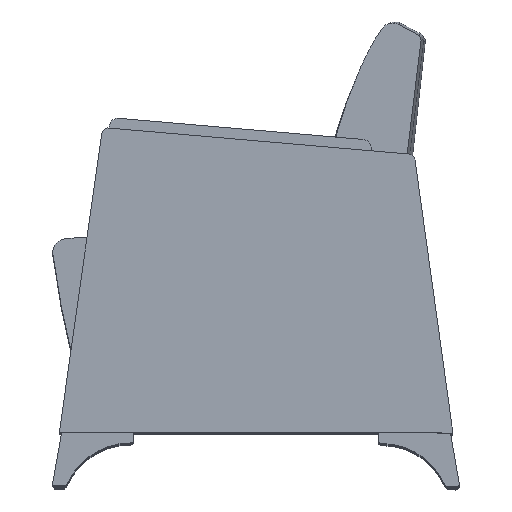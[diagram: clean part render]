
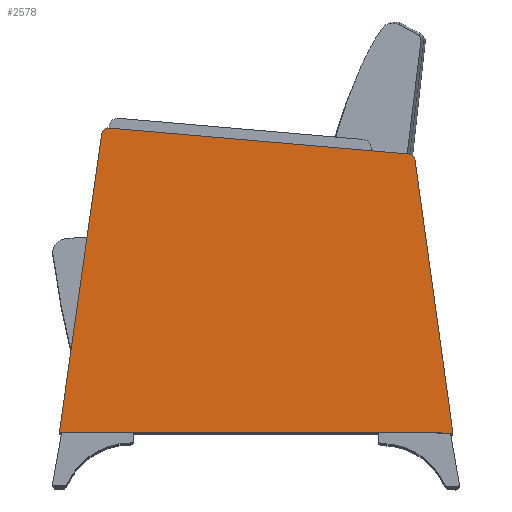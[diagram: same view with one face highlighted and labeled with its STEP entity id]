
A CAD part, top view. The second image highlights one B-rep face of the part: STEP entity #2578.
In plain terms, the highlighted planar face has unit normal (0, 0, 1).
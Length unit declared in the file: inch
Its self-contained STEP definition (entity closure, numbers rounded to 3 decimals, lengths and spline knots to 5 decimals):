
#227=PLANE('',#2885);
#288=LINE('',#6048,#367);
#291=LINE('',#6053,#370);
#292=LINE('',#6058,#371);
#293=LINE('',#6059,#372);
#367=VECTOR('',#3408,0.3937);
#370=VECTOR('',#3413,0.3937);
#371=VECTOR('',#3418,0.3937);
#372=VECTOR('',#3419,0.3937);
#524=FACE_OUTER_BOUND('',#692,.T.);
#692=EDGE_LOOP('',(#2212,#2213,#2214,#2215,#2216,#2217));
#851=CIRCLE('',#2879,0.5);
#854=CIRCLE('',#2886,0.5);
#1218=VERTEX_POINT('',#6028);
#1219=VERTEX_POINT('',#6029);
#1226=VERTEX_POINT('',#6047);
#1227=VERTEX_POINT('',#6051);
#1228=VERTEX_POINT('',#6055);
#1229=VERTEX_POINT('',#6057);
#1558=EDGE_CURVE('',#1218,#1219,#851,.T.);
#1567=EDGE_CURVE('',#1219,#1226,#288,.T.);
#1570=EDGE_CURVE('',#1218,#1227,#291,.T.);
#1571=EDGE_CURVE('',#1228,#1227,#854,.T.);
#1572=EDGE_CURVE('',#1229,#1228,#292,.T.);
#1573=EDGE_CURVE('',#1226,#1229,#293,.T.);
#2212=ORIENTED_EDGE('',*,*,#1558,.F.);
#2213=ORIENTED_EDGE('',*,*,#1570,.T.);
#2214=ORIENTED_EDGE('',*,*,#1571,.F.);
#2215=ORIENTED_EDGE('',*,*,#1572,.F.);
#2216=ORIENTED_EDGE('',*,*,#1573,.F.);
#2217=ORIENTED_EDGE('',*,*,#1567,.F.);
#2578=ADVANCED_FACE('',(#524),#227,.T.);
#2879=AXIS2_PLACEMENT_3D('',#6030,#3392,#3393);
#2885=AXIS2_PLACEMENT_3D('',#6054,#3414,#3415);
#2886=AXIS2_PLACEMENT_3D('',#6056,#3416,#3417);
#3392=DIRECTION('center_axis',(0.,0.,-1.));
#3393=DIRECTION('ref_axis',(0.687,0.726,0.));
#3408=DIRECTION('',(0.139,-0.99,0.));
#3413=DIRECTION('',(-0.996,0.084,0.));
#3414=DIRECTION('center_axis',(0.,0.,1.));
#3415=DIRECTION('ref_axis',(1.,0.,0.));
#3416=DIRECTION('center_axis',(0.,0.,-1.));
#3417=DIRECTION('ref_axis',(-0.656,0.755,0.));
#3418=DIRECTION('',(0.139,0.99,0.));
#3419=DIRECTION('',(-1.,0.,0.));
#6028=CARTESIAN_POINT('',(9.12104,20.07558,2.75));
#6029=CARTESIAN_POINT('',(9.57405,19.64695,2.75));
#6030=CARTESIAN_POINT('Origin',(9.07891,19.57736,2.75));
#6047=CARTESIAN_POINT('',(12.28079,0.38751,2.75));
#6048=CARTESIAN_POINT('',(9.25916,21.88751,2.75));
#6051=CARTESIAN_POINT('',(-12.15771,21.87479,2.75));
#6053=CARTESIAN_POINT('',(-6.44152,21.39147,2.75));
#6054=CARTESIAN_POINT('Origin',(-1.61059,10.43854,2.75));
#6055=CARTESIAN_POINT('',(-12.54082,21.45709,2.75));
#6056=CARTESIAN_POINT('Origin',(-12.04569,21.38751,2.75));
#6057=CARTESIAN_POINT('',(-15.50196,0.38751,2.75));
#6058=CARTESIAN_POINT('',(-15.50196,0.38751,2.75));
#6059=CARTESIAN_POINT('',(12.28079,0.38751,2.75));
